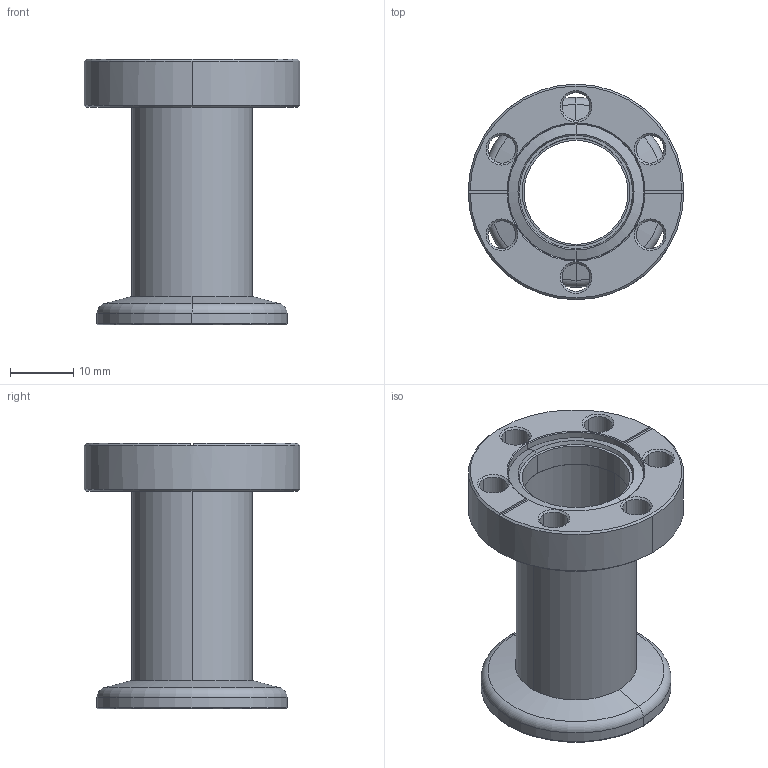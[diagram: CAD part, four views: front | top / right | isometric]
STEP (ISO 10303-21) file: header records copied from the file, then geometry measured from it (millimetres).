
FILE_DESCRIPTION (( 'STEP AP214' ), '1' );
FILE_NAME ('Hositrad_CFA16-KF16.STEP', '2017-05-10T12:59:13', ( 'Gebruiker' ), ( '' ), 'SwSTEP 2.0', 'SolidWorks 2017', '' );
FILE_SCHEMA (( 'AUTOMOTIVE_DESIGN' ));
Length unit declared in the file: millimetre
Products named in the file (6): CF16-19-R; NW16CF-Innerring_CF16-19-R; NW16CF-Outerring; KF16-19WS_KF16-19; CF-To-KF-Adaptors-All_CFA16-KF16; Hositrad_CFA16-KF16
Assembly tree (5 placements, depth 3):
  Hositrad_CFA16-KF16
    CF-To-KF-Adaptors-All_CFA16-KF16
    KF16-19WS_KF16-19
    CF16-19-R
      NW16CF-Outerring
      NW16CF-Innerring_CF16-19-R
Bounding box: 34 x 34 x 41.9 mm (x, y, z)
Volume: 7740.6 mm3; surface area: 9160.7 mm2
Topology: 4 solids, 4 shells, 102 faces, 226 edges, 134 vertices
Faces by surface type: cone 44, cylinder 36, plane 18, torus 4
Entity records: 3114 total; most frequent: DIRECTION 570, CARTESIAN_POINT 495, ORIENTED_EDGE 452, AXIS2_PLACEMENT_3D 241, EDGE_CURVE 226, VERTEX_POINT 134, CIRCLE 130, EDGE_LOOP 124
